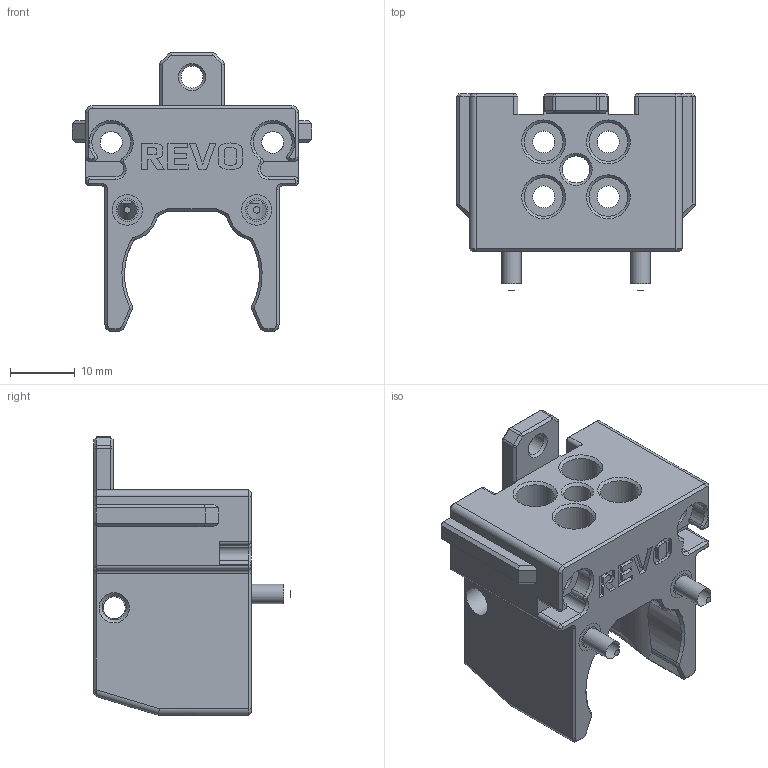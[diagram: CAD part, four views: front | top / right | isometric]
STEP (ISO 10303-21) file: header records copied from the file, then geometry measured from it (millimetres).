
FILE_DESCRIPTION(/* description */ ('','CAx-IF Rec.Pracs.---Representation and Presentation of Product Manufacturing Information (PMI)---4.0---2014-10-13'),/* implementation_level */ '2;1');
FILE_NAME(/* name */ 'Screwless Fan Mount.step',/* time_stamp */ '2025-01-18T12:44:13Z',/* author */ (''),/* organization */ (''),/* preprocessor_version */ 'ST-DEVELOPER v20',/* originating_system */ 'Autodesk Translation Framework v13.20.0.188',/* authorisation */ '');
FILE_SCHEMA (('AP242_MANAGED_MODEL_BASED_3D_ENGINEERING_MIM_LF { 1 0 10303 442 1 1 4 }'));
Length unit declared in the file: millimetre
Products named in the file (3): AntHead_Assembly; HotendMounts; Dragon_Mount
Assembly tree (2 placements, depth 3):
  AntHead_Assembly
    HotendMounts
      Dragon_Mount
Bounding box: 37 x 30.4 x 43.08 mm (x, y, z)
Volume: 11845.9 mm3; surface area: 7643.8 mm2
Topology: 1 solids, 3 shells, 373 faces, 926 edges, 576 vertices
Faces by surface type: plane 172, cylinder 73, cone 69, bspline 59
Full cylindrical faces by diameter (mm): 3 x2, 3.4 x9, 3.5 x2, 4.2 x1, 4.7 x2, 6 x4
Entity records: 12131 total; most frequent: CARTESIAN_POINT 3453, ORIENTED_EDGE 1852, DIRECTION 1638, EDGE_CURVE 926, LINE 576, VECTOR 576, VERTEX_POINT 576, AXIS2_PLACEMENT_3D 531
